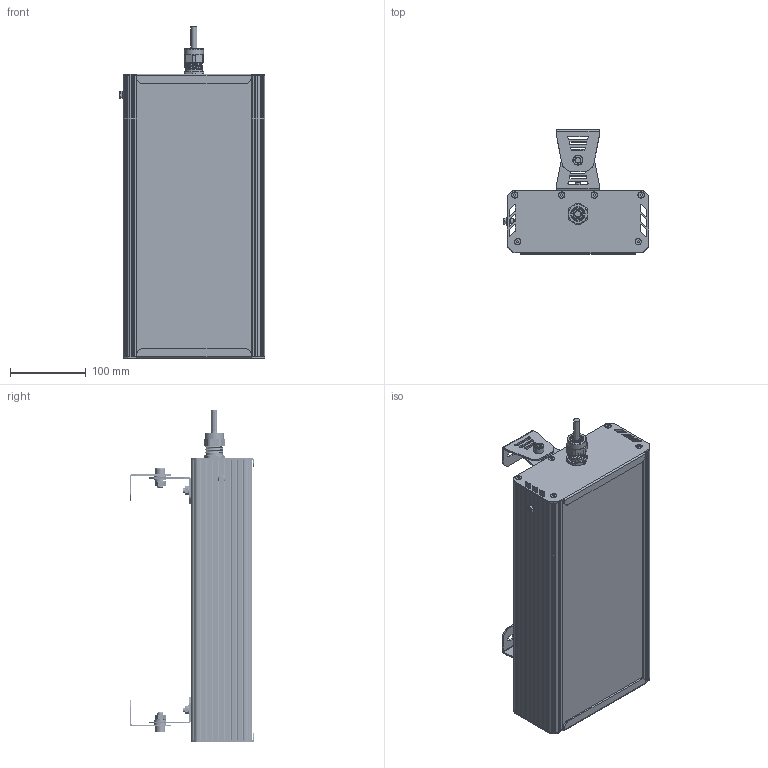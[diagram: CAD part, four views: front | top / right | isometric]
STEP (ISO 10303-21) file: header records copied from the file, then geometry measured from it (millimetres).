
FILE_DESCRIPTION(('STEP AP214'), '1');
FILE_NAME('001.0096.21.000 - ÃÑÏ-Ýêñòðà-Îïòèê-2Åõ-80', '', ('UNSPECIFIED'), ('UNSPECIFIED'), 'C3D Converter', 'C3D Toolkit', '');
FILE_SCHEMA(('AUTOMOTIVE_DESIGN { 1 0 10303 214 3 1 1}'));
Length unit declared in the file: millimetre
Products named in the file (37): 001.0096.21.000; 001.0065.01.000
Assembly tree (76 placements, depth 4):
  001.0096.21.000
    (unnamed)
      (unnamed)
      (unnamed)
      (unnamed)
      (unnamed)
      (unnamed)
      (unnamed)
      (unnamed)
      (unnamed)  x6
      (unnamed)  x6
      (unnamed)
      (unnamed)
      (unnamed)  x8
        (unnamed)
        (unnamed)
        (unnamed)
        (unnamed)
        (unnamed)
        (unnamed)
        (unnamed)
        (unnamed)
        (unnamed)
        (unnamed)
      (unnamed)
        (unnamed)
    001.0065.01.000
      (unnamed)
      (unnamed)  x2
      (unnamed)
      (unnamed)
      (unnamed)
      (unnamed)
      (unnamed)
      (unnamed)
      (unnamed)
    001.0065.01.000
      (unnamed)
      (unnamed)  x2
      (unnamed)
      (unnamed)
      (unnamed)
      (unnamed)
      (unnamed)
      (unnamed)
      (unnamed)
Bounding box: 192.43 x 164.62 x 439 mm (x, y, z)
Volume: 1323788 mm3; surface area: 1008678.9 mm2
Topology: 307 solids, 307 shells, 4573 faces, 10579 edges, 7020 vertices
Faces by surface type: plane 3142, cylinder 1116, cone 157, bspline 147, sphere 8, torus 3
Full cylindrical faces by diameter (mm): 1 x8, 2 x16, 2.5 x32, 2.8 x200, 3.2 x8, 3.5 x48, 4 x13, 5 x2, 6 x5, 6.375 x2, 7 x2, 8 x16, 8.5 x8, 9 x104, 10 x1, 12 x2, 12.5 x1, 13 x1, 13.333 x2, 16 x5, 17 x1, 18 x1, 18.5 x1, 19 x1, 20 x1, 21.5 x1, 22 x2, 25.5 x1
Entity records: 105456 total; most frequent: CARTESIAN_POINT 50075, DIRECTION 8408, ORIENTED_EDGE 7082, EDGE_CURVE 3541, AXIS2_PLACEMENT_3D 3044, COLOUR_RGB 2534, PRESENTATION_STYLE_ASSIGNMENT 2534, VERTEX_POINT 2431
